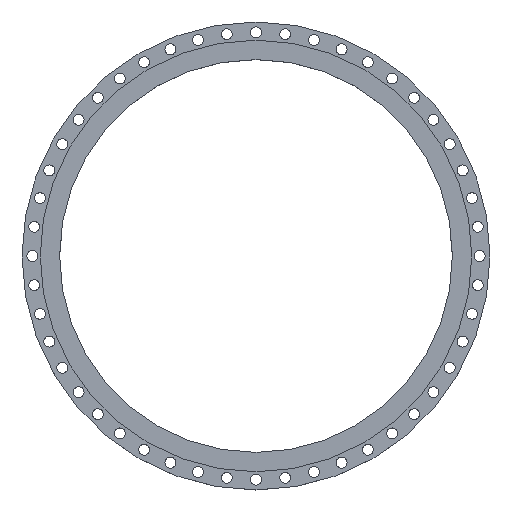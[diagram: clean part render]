
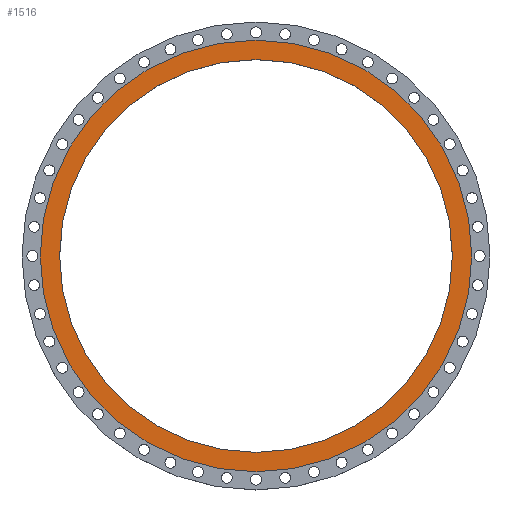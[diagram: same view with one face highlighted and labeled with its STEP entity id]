
A CAD part, top view. The second image highlights one B-rep face of the part: STEP entity #1516.
In plain terms, the highlighted planar face has unit normal (0, 0, 1).
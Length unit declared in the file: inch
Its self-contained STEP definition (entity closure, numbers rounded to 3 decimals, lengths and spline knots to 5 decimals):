
#108 = AXIS2_PLACEMENT_3D ( 'NONE', #1742, #2675, #187 ) ;
#135 = EDGE_LOOP ( 'NONE', ( #1702, #2293 ) ) ;
#187 = DIRECTION ( 'NONE',  ( -1., 0., 0. ) ) ;
#429 = CIRCLE ( 'NONE', #3057, 22.25 ) ;
#507 = DIRECTION ( 'NONE',  ( 1., 0., 0. ) ) ;
#559 = CARTESIAN_POINT ( 'NONE',  ( 0., 0., 0. ) ) ;
#796 = EDGE_CURVE ( 'NONE', #3215, #2370, #1999, .T. ) ;
#1129 = CIRCLE ( 'NONE', #2985, 20.25 ) ;
#1174 = CARTESIAN_POINT ( 'NONE',  ( 0., 0., 0. ) ) ;
#1274 = EDGE_CURVE ( 'NONE', #2370, #3215, #1129, .T. ) ;
#1460 = AXIS2_PLACEMENT_3D ( 'NONE', #3064, #3321, #507 ) ;
#1516 = ADVANCED_FACE ( 'NONE', ( #1715, #3295 ), #2977, .F. ) ;
#1702 = ORIENTED_EDGE ( 'NONE', *, *, #2037, .T. ) ;
#1715 = FACE_BOUND ( 'NONE', #1906, .T. ) ;
#1742 = CARTESIAN_POINT ( 'NONE',  ( 0., 20.25, 0. ) ) ;
#1759 = VERTEX_POINT ( 'NONE', #2306 ) ;
#1845 = DIRECTION ( 'NONE',  ( 1., 0., 0. ) ) ;
#1880 = CIRCLE ( 'NONE', #1460, 22.25 ) ;
#1906 = EDGE_LOOP ( 'NONE', ( #3996, #2944 ) ) ;
#1999 = CIRCLE ( 'NONE', #4039, 20.25 ) ;
#2037 = EDGE_CURVE ( 'NONE', #2740, #1759, #429, .T. ) ;
#2145 = DIRECTION ( 'NONE',  ( 0., 0., 1. ) ) ;
#2185 = CARTESIAN_POINT ( 'NONE',  ( 20.25, 0., 0. ) ) ;
#2215 = DIRECTION ( 'NONE',  ( 0., 0., 1. ) ) ;
#2293 = ORIENTED_EDGE ( 'NONE', *, *, #4016, .T. ) ;
#2306 = CARTESIAN_POINT ( 'NONE',  ( -22.25, 0., 0. ) ) ;
#2370 = VERTEX_POINT ( 'NONE', #2185 ) ;
#2675 = DIRECTION ( 'NONE',  ( 0., 0., -1. ) ) ;
#2680 = DIRECTION ( 'NONE',  ( 1., 0., 0. ) ) ;
#2740 = VERTEX_POINT ( 'NONE', #3237 ) ;
#2757 = CARTESIAN_POINT ( 'NONE',  ( -20.25, 0., 0. ) ) ;
#2944 = ORIENTED_EDGE ( 'NONE', *, *, #796, .F. ) ;
#2977 = PLANE ( 'NONE',  #108 ) ;
#2985 = AXIS2_PLACEMENT_3D ( 'NONE', #559, #3995, #3342 ) ;
#3057 = AXIS2_PLACEMENT_3D ( 'NONE', #3307, #2215, #2680 ) ;
#3064 = CARTESIAN_POINT ( 'NONE',  ( 0., 0., 0. ) ) ;
#3215 = VERTEX_POINT ( 'NONE', #2757 ) ;
#3237 = CARTESIAN_POINT ( 'NONE',  ( 22.25, 0., 0. ) ) ;
#3295 = FACE_OUTER_BOUND ( 'NONE', #135, .T. ) ;
#3307 = CARTESIAN_POINT ( 'NONE',  ( 0., 0., 0. ) ) ;
#3321 = DIRECTION ( 'NONE',  ( 0., 0., 1. ) ) ;
#3342 = DIRECTION ( 'NONE',  ( 1., 0., 0. ) ) ;
#3995 = DIRECTION ( 'NONE',  ( 0., 0., 1. ) ) ;
#3996 = ORIENTED_EDGE ( 'NONE', *, *, #1274, .F. ) ;
#4016 = EDGE_CURVE ( 'NONE', #1759, #2740, #1880, .T. ) ;
#4039 = AXIS2_PLACEMENT_3D ( 'NONE', #1174, #2145, #1845 ) ;
